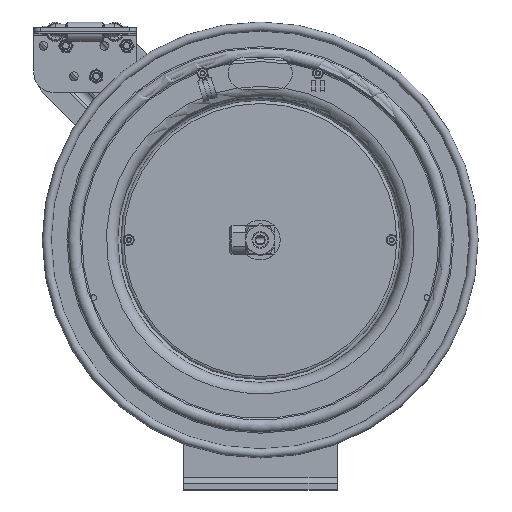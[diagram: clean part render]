
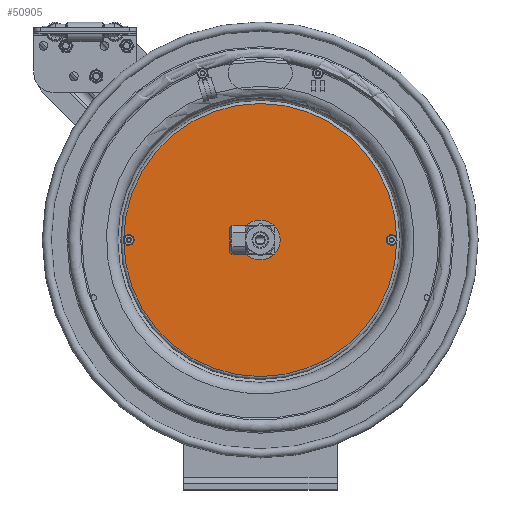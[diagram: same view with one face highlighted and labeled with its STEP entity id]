
A CAD part, top view. The second image highlights one B-rep face of the part: STEP entity #50905.
In plain terms, the highlighted planar face has unit normal (0, 0, 1).
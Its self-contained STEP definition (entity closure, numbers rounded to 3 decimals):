
#401=FACE_BOUND('',#5554,.T.);
#402=FACE_BOUND('',#5555,.T.);
#403=FACE_BOUND('',#5556,.T.);
#3552=FACE_OUTER_BOUND('',#5553,.T.);
#5553=EDGE_LOOP('',(#36196,#36197));
#5554=EDGE_LOOP('',(#36198));
#5555=EDGE_LOOP('',(#36199));
#5556=EDGE_LOOP('',(#36200));
#17931=CIRCLE('',#53550,5.325);
#17932=CIRCLE('',#53551,5.325);
#17936=CIRCLE('',#53556,0.65);
#17937=CIRCLE('',#53557,0.1);
#17938=CIRCLE('',#53558,0.1);
#20004=VERTEX_POINT('',#70604);
#20005=VERTEX_POINT('',#70605);
#20008=VERTEX_POINT('',#70614);
#20009=VERTEX_POINT('',#70616);
#20010=VERTEX_POINT('',#70618);
#26919=EDGE_CURVE('',#20004,#20005,#17931,.T.);
#26920=EDGE_CURVE('',#20005,#20004,#17932,.T.);
#26924=EDGE_CURVE('',#20008,#20008,#17936,.T.);
#26925=EDGE_CURVE('',#20009,#20009,#17937,.T.);
#26926=EDGE_CURVE('',#20010,#20010,#17938,.T.);
#36196=ORIENTED_EDGE('',*,*,#26919,.T.);
#36197=ORIENTED_EDGE('',*,*,#26920,.T.);
#36198=ORIENTED_EDGE('',*,*,#26924,.F.);
#36199=ORIENTED_EDGE('',*,*,#26925,.T.);
#36200=ORIENTED_EDGE('',*,*,#26926,.T.);
#47789=PLANE('',#53555);
#50905=ADVANCED_FACE('',(#3552,#401,#402,#403),#47789,.T.);
#53550=AXIS2_PLACEMENT_3D('',#70606,#58062,#58063);
#53551=AXIS2_PLACEMENT_3D('',#70607,#58064,#58065);
#53555=AXIS2_PLACEMENT_3D('',#70613,#58072,#58073);
#53556=AXIS2_PLACEMENT_3D('',#70615,#58074,#58075);
#53557=AXIS2_PLACEMENT_3D('',#70617,#58076,#58077);
#53558=AXIS2_PLACEMENT_3D('',#70619,#58078,#58079);
#58062=DIRECTION('center_axis',(0.,0.,1.));
#58063=DIRECTION('ref_axis',(0.,1.,0.));
#58064=DIRECTION('center_axis',(0.,0.,1.));
#58065=DIRECTION('ref_axis',(0.,1.,0.));
#58072=DIRECTION('center_axis',(0.,0.,1.));
#58073=DIRECTION('ref_axis',(1.,0.,0.));
#58074=DIRECTION('center_axis',(0.,0.,1.));
#58075=DIRECTION('ref_axis',(0.,1.,0.));
#58076=DIRECTION('center_axis',(0.,0.,-1.));
#58077=DIRECTION('ref_axis',(0.,-1.,0.));
#58078=DIRECTION('center_axis',(0.,0.,-1.));
#58079=DIRECTION('ref_axis',(0.,-1.,0.));
#70604=CARTESIAN_POINT('',(0.,5.325,3.242));
#70605=CARTESIAN_POINT('',(-5.325,0.,3.242));
#70606=CARTESIAN_POINT('Origin',(0.,0.,
3.242));
#70607=CARTESIAN_POINT('Origin',(0.,0.,
3.242));
#70613=CARTESIAN_POINT('Origin',(0.,2.988,3.242));
#70614=CARTESIAN_POINT('',(0.,0.65,3.242));
#70615=CARTESIAN_POINT('Origin',(0.,0.,
3.242));
#70616=CARTESIAN_POINT('',(5.125,0.1,3.242));
#70617=CARTESIAN_POINT('Origin',(5.125,0.,
3.242));
#70618=CARTESIAN_POINT('',(-5.125,0.1,3.242));
#70619=CARTESIAN_POINT('Origin',(-5.125,0.,
3.242));
